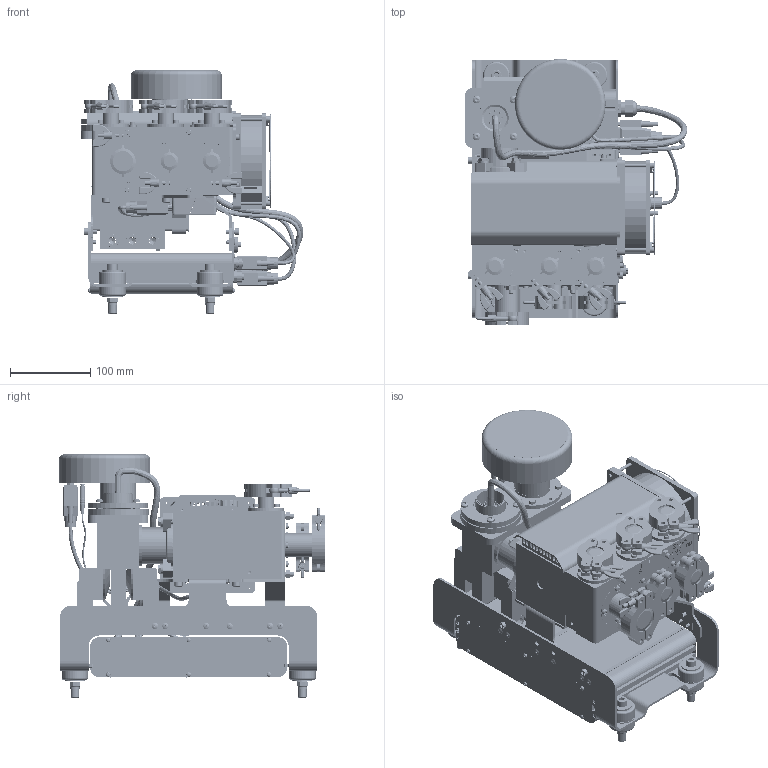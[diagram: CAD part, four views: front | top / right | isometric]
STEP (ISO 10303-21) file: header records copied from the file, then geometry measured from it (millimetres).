
FILE_DESCRIPTION(/* description */ (''),/* implementation_level */ '2;1');
FILE_NAME(/* name */ '200015215_001_1-560-500 Arnova Dummy.stp',/* time_stamp */ '2026-04-16T08:31:16+02:00',/* author */ (''),/* organization */ (''),/* preprocessor_version */ 'ST-DEVELOPER v19.4',/* originating_system */ 'SIEMENS PLM Software NX2306.1700',/* authorisation */ '');
FILE_SCHEMA (('AUTOMOTIVE_DESIGN { 1 0 10303 214 3 1 1 1 }'));
Bounding box: 276.9 x 330.6 x 302.9 mm (x, y, z)
Surface area: 1136583 mm2 (no closed solid volume)
Topology: 0 solids, 3440 shells, 3440 faces, 20931 edges, 20571 vertices
Faces by surface type: plane 1604, cylinder 1208, torus 241, cone 168, bspline 135, sphere 58, revolution 20, extrusion 6
Full cylindrical faces by diameter (mm): 2.05 x2, 2.3 x5, 3 x9, 3.3 x1, 3.6 x1, 4 x11, 4.2 x2, 4.3 x2, 5 x4, 5.6 x9, 6 x6, 6.4 x4, 6.9 x2, 7 x25, 7.355 x1, 8 x1, 8.5 x4, 10.5 x4, 11.7 x4, 12 x2, 13.816 x1, 16 x7, 17.8 x1, 20 x6, 23.6 x1, 25 x8, 29 x1, 30 x3, 33 x12, 33.7 x1
Entity records: 255729 total; most frequent: CRTPNT 73031, DRCTN 32563, VRTPNT 20520, ORNEDG 20515, EDGCRV 20511, A2PL3D 11127, VECTOR 10289, LINE 10283
